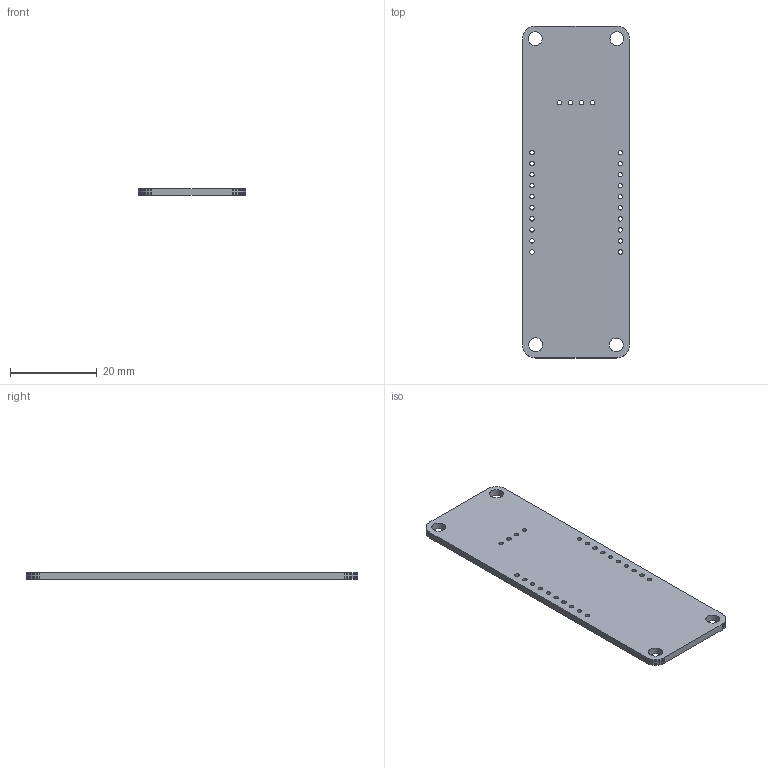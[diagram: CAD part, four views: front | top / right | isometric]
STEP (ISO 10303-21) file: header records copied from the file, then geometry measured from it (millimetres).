
FILE_DESCRIPTION(('KiCad electronic assembly'),'2;1');
FILE_NAME('BDLE-Small.step','2023-06-21T20:16:22',('Pcbnew'),('Kicad'), 'Open CASCADE STEP processor 7.6','KiCad to STEP converter','Unknown' );
FILE_SCHEMA(('AUTOMOTIVE_DESIGN { 1 0 10303 214 1 1 1 1 }'));
Length unit declared in the file: millimetre
Products named in the file (2): BDLE-Small 1; PCB
Assembly tree (1 placements, depth 2):
  BDLE-Small 1
    PCB
Bounding box: 24.65 x 76.45 x 1.6 mm (x, y, z)
Volume: 2921.1 mm3; surface area: 4151.6 mm2
Topology: 1 solids, 1 shells, 90 faces, 264 edges, 176 vertices
Faces by surface type: plane 62, cylinder 28
Full cylindrical faces by diameter (mm): 1 x24, 3.2 x4
Entity records: 6743 total; most frequent: CARTESIAN_POINT 1396, DIRECTION 976, LINE 680, VECTOR 680, ORIENTED_EDGE 528, PCURVE 528, DEFINITIONAL_REPRESENTATION 528, EDGE_CURVE 264
